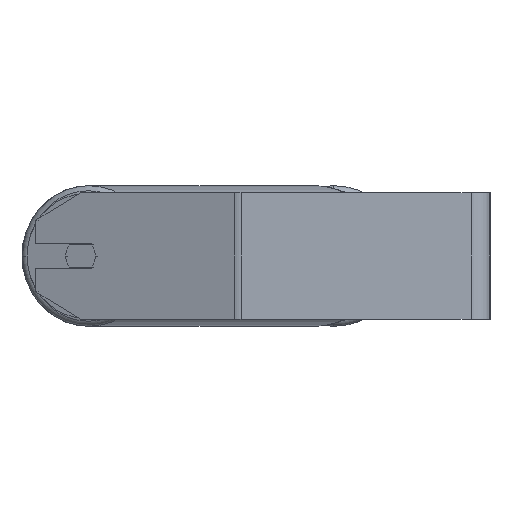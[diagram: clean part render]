
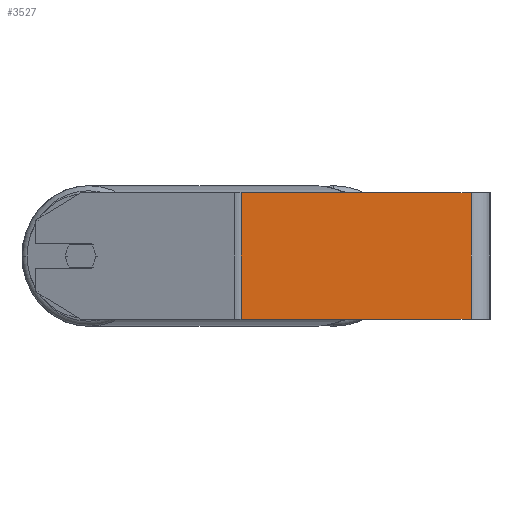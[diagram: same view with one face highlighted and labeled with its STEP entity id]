
A CAD part, left-side view. The second image highlights one B-rep face of the part: STEP entity #3527.
In plain terms, the highlighted planar face has unit normal (-1, 0, 0).
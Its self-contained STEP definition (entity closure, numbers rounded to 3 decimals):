
#55 = PLANE ( 'NONE',  #5508 ) ;
#403 = EDGE_CURVE ( 'NONE', #432, #7445, #2756, .T. ) ;
#432 = VERTEX_POINT ( 'NONE', #1281 ) ;
#1281 = CARTESIAN_POINT ( 'NONE',  ( -700., 12., 40. ) ) ;
#1497 = LINE ( 'NONE', #5745, #5919 ) ;
#1512 = ORIENTED_EDGE ( 'NONE', *, *, #8459, .T. ) ;
#1810 = LINE ( 'NONE', #3191, #1887 ) ;
#1887 = VECTOR ( 'NONE', #6612, 1000. ) ;
#1919 = DIRECTION ( 'NONE',  ( 0., 0., -1. ) ) ;
#1988 = VERTEX_POINT ( 'NONE', #6526 ) ;
#2079 = VERTEX_POINT ( 'NONE', #2104 ) ;
#2104 = CARTESIAN_POINT ( 'NONE',  ( -700., 157.572, -40. ) ) ;
#2597 = CARTESIAN_POINT ( 'NONE',  ( -700., 159.688, 40. ) ) ;
#2638 = DIRECTION ( 'NONE',  ( 1., 0., 0. ) ) ;
#2653 = CARTESIAN_POINT ( 'NONE',  ( -700., 159.688, 40. ) ) ;
#2756 = LINE ( 'NONE', #8039, #7451 ) ;
#2862 = EDGE_CURVE ( 'NONE', #1988, #2079, #1497, .T. ) ;
#3191 = CARTESIAN_POINT ( 'NONE',  ( -700., 159.688, -40. ) ) ;
#3527 = ADVANCED_FACE ( 'NONE', ( #4719 ), #55, .F. ) ;
#3716 = DIRECTION ( 'NONE',  ( 0., 0., -1. ) ) ;
#4187 = EDGE_CURVE ( 'NONE', #1988, #432, #4776, .T. ) ;
#4232 = ORIENTED_EDGE ( 'NONE', *, *, #4187, .F. ) ;
#4719 = FACE_OUTER_BOUND ( 'NONE', #6168, .T. ) ;
#4776 = LINE ( 'NONE', #2653, #7908 ) ;
#5508 = AXIS2_PLACEMENT_3D ( 'NONE', #2597, #2638, #1919 ) ;
#5526 = CARTESIAN_POINT ( 'NONE',  ( -700., 12., -40. ) ) ;
#5745 = CARTESIAN_POINT ( 'NONE',  ( -700., 157.572, 40. ) ) ;
#5919 = VECTOR ( 'NONE', #3716, 1000. ) ;
#6168 = EDGE_LOOP ( 'NONE', ( #1512, #7434, #4232, #8561 ) ) ;
#6526 = CARTESIAN_POINT ( 'NONE',  ( -700., 157.572, 40. ) ) ;
#6612 = DIRECTION ( 'NONE',  ( 0., -1., 0. ) ) ;
#6744 = DIRECTION ( 'NONE',  ( 0., -1., 0. ) ) ;
#7380 = DIRECTION ( 'NONE',  ( 0., 0., -1. ) ) ;
#7434 = ORIENTED_EDGE ( 'NONE', *, *, #403, .F. ) ;
#7445 = VERTEX_POINT ( 'NONE', #5526 ) ;
#7451 = VECTOR ( 'NONE', #7380, 1000. ) ;
#7908 = VECTOR ( 'NONE', #6744, 1000. ) ;
#8039 = CARTESIAN_POINT ( 'NONE',  ( -700., 12., 40. ) ) ;
#8459 = EDGE_CURVE ( 'NONE', #2079, #7445, #1810, .T. ) ;
#8561 = ORIENTED_EDGE ( 'NONE', *, *, #2862, .T. ) ;
